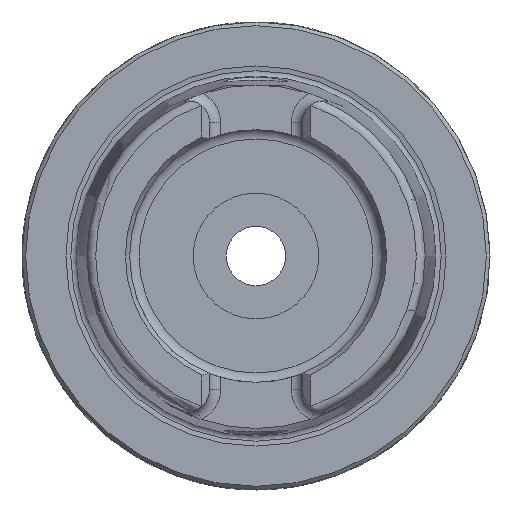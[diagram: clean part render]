
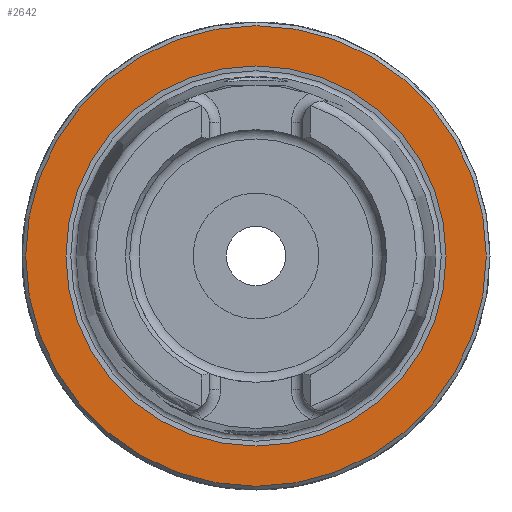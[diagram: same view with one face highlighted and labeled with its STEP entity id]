
A CAD part, left-side view. The second image highlights one B-rep face of the part: STEP entity #2642.
In plain terms, the highlighted planar face has unit normal (-1, 0, 0).
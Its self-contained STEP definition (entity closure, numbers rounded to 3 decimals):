
#162=FACE_BOUND('',#530,.T.);
#210=PLANE('',#2992);
#366=FACE_OUTER_BOUND('',#529,.T.);
#529=EDGE_LOOP('',(#2302));
#530=EDGE_LOOP('',(#2303));
#991=CIRCLE('',#2991,25.588);
#992=CIRCLE('',#2993,31.);
#1228=VERTEX_POINT('',#5335);
#1229=VERTEX_POINT('',#5339);
#1596=EDGE_CURVE('',#1228,#1228,#991,.T.);
#1597=EDGE_CURVE('',#1229,#1229,#992,.T.);
#2302=ORIENTED_EDGE('',*,*,#1597,.F.);
#2303=ORIENTED_EDGE('',*,*,#1596,.T.);
#2642=ADVANCED_FACE('',(#366,#162),#210,.T.);
#2991=AXIS2_PLACEMENT_3D('',#5337,#3673,#3674);
#2992=AXIS2_PLACEMENT_3D('',#5338,#3675,#3676);
#2993=AXIS2_PLACEMENT_3D('',#5340,#3677,#3678);
#3673=DIRECTION('center_axis',(1.,0.,0.));
#3674=DIRECTION('ref_axis',(0.,0.,-1.));
#3675=DIRECTION('center_axis',(-1.,0.,0.));
#3676=DIRECTION('ref_axis',(0.,0.,1.));
#3677=DIRECTION('center_axis',(1.,0.,0.));
#3678=DIRECTION('ref_axis',(0.,0.,-1.));
#5335=CARTESIAN_POINT('',(0.,-25.588,0.));
#5337=CARTESIAN_POINT('Origin',(0.,0.,0.));
#5338=CARTESIAN_POINT('Origin',(0.,31.,0.));
#5339=CARTESIAN_POINT('',(0.,-31.,0.));
#5340=CARTESIAN_POINT('Origin',(0.,0.,0.));
